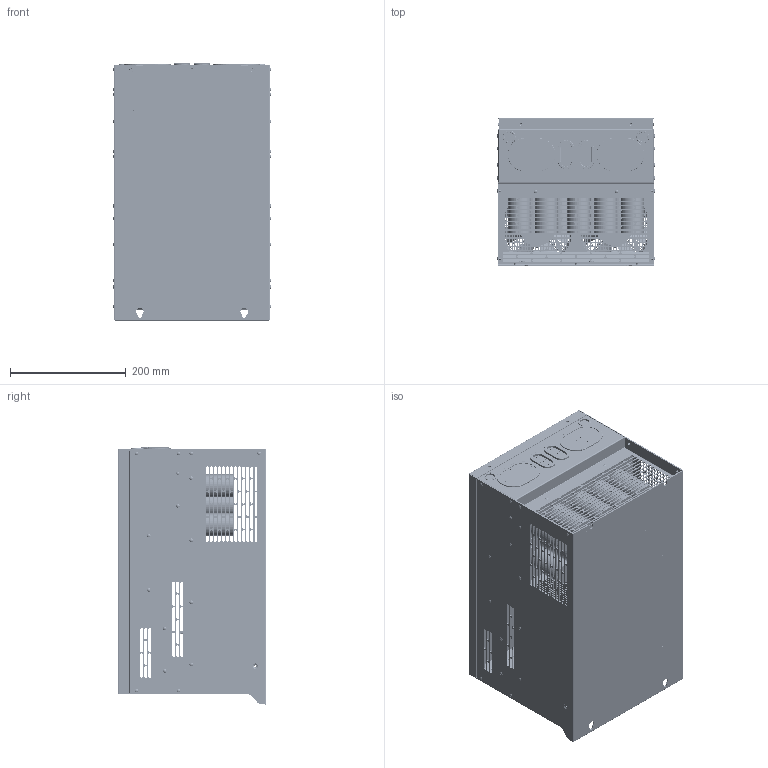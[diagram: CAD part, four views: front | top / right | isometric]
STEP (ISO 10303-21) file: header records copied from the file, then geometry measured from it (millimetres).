
FILE_DESCRIPTION((''),'2;1');
FILE_NAME('SD600-4T-45-55KW','2021-05-06T',('ranqinwen'),(''),'CREO PARAMETRIC BY PTC INC, 2016260','CREO PARAMETRIC BY PTC INC, 2016260','');
FILE_SCHEMA(('AUTOMOTIVE_DESIGN { 1 0 10303 214 1 1 1 1 }'));
Products named in the file (1): SD600-4T-45-55KW
Bounding box: 272.8 x 256 x 443.25 mm (x, y, z)
Surface area: 3554514 mm2 (no closed solid volume)
Topology: 0 solids, 142 shells, 8461 faces, 22523 edges, 14752 vertices
Faces by surface type: plane 5439, cylinder 2044, cone 460, torus 288, bspline 162, sphere 68
Entity records: 373195 total; most frequent: CARTESIAN_POINT 52394, DIRECTION 45007, ORIENTED_EDGE 44766, PRESENTATION_STYLE_ASSIGNMENT 27617, STYLED_ITEM 22525, CURVE_STYLE 22383, EDGE_CURVE 22383, VECTOR 16041
